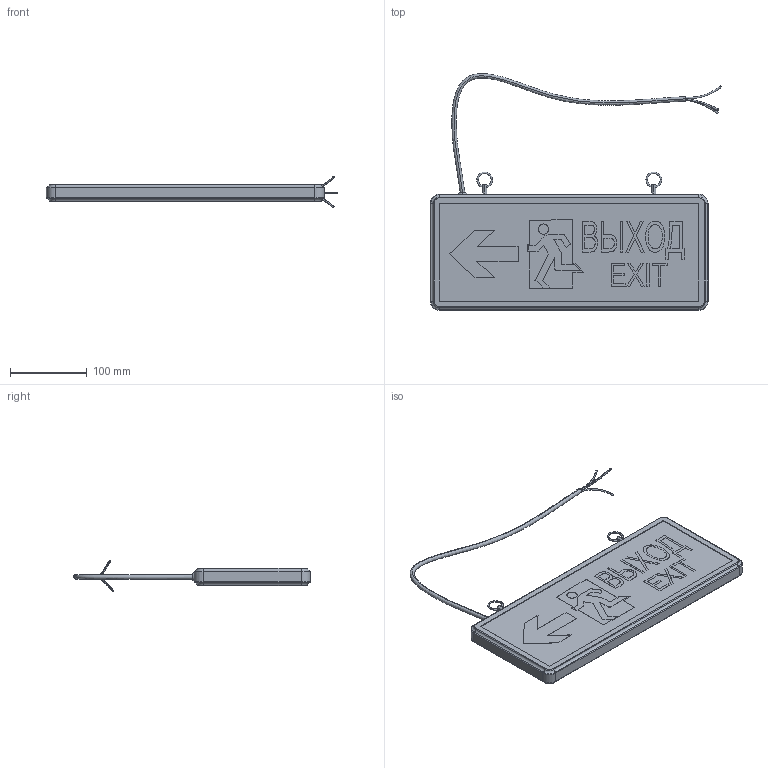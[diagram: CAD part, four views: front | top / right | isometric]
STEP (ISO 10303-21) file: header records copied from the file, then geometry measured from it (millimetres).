
FILE_DESCRIPTION (( 'STEP AP214' ), '1' );
FILE_NAME ('LSSA0-1003-003-K03 ÑÑÀ1003 Ñâåòèëüíèê àâàðèéíûé íà ñâåòîäèîäàõ, 1,5÷., 3Âò, äâóñòîð., ÂÛÕÎÄ-EXIT ñòðåëêà_ôèãóðà.STEP', '2017-09-13T12:04:23', ( '' ), ( '' ), 'SwSTEP 2.0', 'SolidWorks 2014', '' );
FILE_SCHEMA (( 'AUTOMOTIVE_DESIGN' ));
Length unit declared in the file: millimetre
Products named in the file (1): LSSA0-1003-003-K03 ÑÑÀ1003 Ñâåòèëüíèê àâàðèéíûé íà ñâåòîäèîäàõ, 1,5÷., 3Âò, äâóñòîð.,  ÂÛÕÎÄ-EXIT ñòðåëêà_ôèãóðà
Bounding box: 380.59 x 309.5 x 41.12 mm (x, y, z)
Volume: 1165808.6 mm3; surface area: 141307.3 mm2
Topology: 1 solids, 1 shells, 491 faces, 1286 edges, 836 vertices
Faces by surface type: plane 313, bspline 104, torus 38, cylinder 36
Entity records: 18768 total; most frequent: CARTESIAN_POINT 7266, ORIENTED_EDGE 2572, DIRECTION 1976, EDGE_CURVE 1286, VECTOR 924, LINE 924, VERTEX_POINT 836, EDGE_LOOP 542
